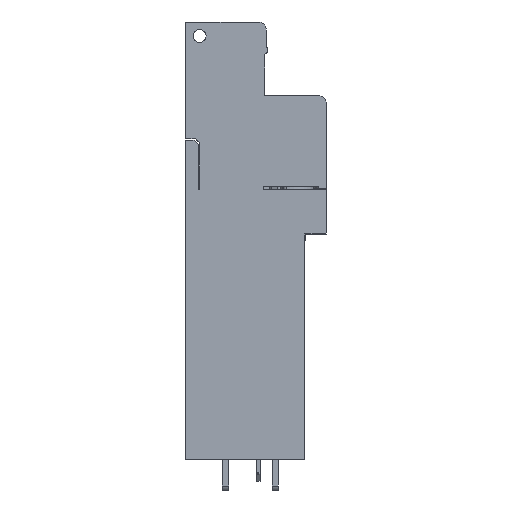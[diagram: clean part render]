
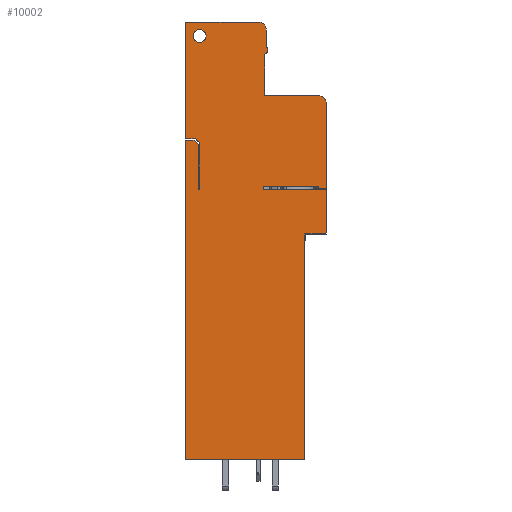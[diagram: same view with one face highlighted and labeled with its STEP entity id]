
A CAD part, left-side view. The second image highlights one B-rep face of the part: STEP entity #10002.
In plain terms, the highlighted planar face has unit normal (-1, 0, 0).
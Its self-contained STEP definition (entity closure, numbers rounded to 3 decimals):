
#9714=CARTESIAN_POINT('',(-68.05,5.731,13.75));
#9715=VERTEX_POINT('',#9714);
#9722=CARTESIAN_POINT('',(-68.05,-3.374,13.75));
#9723=VERTEX_POINT('',#9722);
#9724=CARTESIAN_POINT('',(-68.05,5.731,13.75));
#9725=DIRECTION('',(0.,-1.,0.));
#9726=VECTOR('',#9725,9.106);
#9727=LINE('',#9724,#9726);
#9728=EDGE_CURVE('',#9715,#9723,#9727,.T.);
#9764=CARTESIAN_POINT('',(-68.05,-0.686,-13.498));
#9765=DIRECTION('',(0.,-1.,0.));
#9766=DIRECTION('',(-1.,0.,0.));
#9767=AXIS2_PLACEMENT_3D('',#9764,#9766,#9765);
#9768=PLANE('',#9767);
#9769=CARTESIAN_POINT('',(-68.05,4.031,-1.35));
#9770=VERTEX_POINT('',#9769);
#9771=CARTESIAN_POINT('',(-68.05,4.031,-7.15));
#9772=VERTEX_POINT('',#9771);
#9773=CARTESIAN_POINT('',(-68.05,4.031,-1.35));
#9774=DIRECTION('',(0.,0.,-1.));
#9775=VECTOR('',#9774,5.8);
#9776=LINE('',#9773,#9775);
#9777=EDGE_CURVE('',#9770,#9772,#9776,.T.);
#9778=ORIENTED_EDGE('',*,*,#9777,.T.);
#9779=CARTESIAN_POINT('',(-68.05,4.181,-7.15));
#9780=VERTEX_POINT('',#9779);
#9781=CARTESIAN_POINT('',(-68.05,4.181,-7.15));
#9782=DIRECTION('',(0.,-1.,0.));
#9783=VECTOR('',#9782,0.15);
#9784=LINE('',#9781,#9783);
#9785=EDGE_CURVE('',#9780,#9772,#9784,.T.);
#9786=ORIENTED_EDGE('',*,*,#9785,.F.);
#9787=CARTESIAN_POINT('',(-68.05,4.181,-1.55));
#9788=VERTEX_POINT('',#9787);
#9789=CARTESIAN_POINT('',(-68.05,4.181,-1.55));
#9790=DIRECTION('',(0.,0.,-1.));
#9791=VECTOR('',#9790,5.6);
#9792=LINE('',#9789,#9791);
#9793=EDGE_CURVE('',#9788,#9780,#9792,.T.);
#9794=ORIENTED_EDGE('',*,*,#9793,.F.);
#9795=CARTESIAN_POINT('',(-68.05,4.681,-1.05));
#9796=VERTEX_POINT('',#9795);
#9797=CARTESIAN_POINT('',(-68.05,4.681,-1.05));
#9798=DIRECTION('',(0.,-0.707,-0.707));
#9799=VECTOR('',#9798,0.707);
#9800=LINE('',#9797,#9799);
#9801=EDGE_CURVE('',#9796,#9788,#9800,.T.);
#9802=ORIENTED_EDGE('',*,*,#9801,.F.);
#9803=CARTESIAN_POINT('',(-68.05,5.731,-1.05));
#9804=VERTEX_POINT('',#9803);
#9805=CARTESIAN_POINT('',(-68.05,5.731,-1.05));
#9806=DIRECTION('',(0.,-1.,0.));
#9807=VECTOR('',#9806,1.05);
#9808=LINE('',#9805,#9807);
#9809=EDGE_CURVE('',#9804,#9796,#9808,.T.);
#9810=ORIENTED_EDGE('',*,*,#9809,.F.);
#9811=CARTESIAN_POINT('',(-68.05,5.731,-40.95));
#9812=VERTEX_POINT('',#9811);
#9813=CARTESIAN_POINT('',(-68.05,5.731,-1.05));
#9814=DIRECTION('',(0.,0.,-1.));
#9815=VECTOR('',#9814,39.9);
#9816=LINE('',#9813,#9815);
#9817=EDGE_CURVE('',#9804,#9812,#9816,.T.);
#9818=ORIENTED_EDGE('',*,*,#9817,.T.);
#9819=CARTESIAN_POINT('',(-68.05,-9.169,-40.95));
#9820=VERTEX_POINT('',#9819);
#9821=CARTESIAN_POINT('',(-68.05,5.731,-40.95));
#9822=DIRECTION('',(0.,-1.,0.));
#9823=VECTOR('',#9822,14.9);
#9824=LINE('',#9821,#9823);
#9825=EDGE_CURVE('',#9812,#9820,#9824,.T.);
#9826=ORIENTED_EDGE('',*,*,#9825,.T.);
#9827=CARTESIAN_POINT('',(-68.05,-9.169,-12.75));
#9828=VERTEX_POINT('',#9827);
#9829=CARTESIAN_POINT('',(-68.05,-9.169,-40.95));
#9830=DIRECTION('',(0.,0.,1.));
#9831=VECTOR('',#9830,28.2);
#9832=LINE('',#9829,#9831);
#9833=EDGE_CURVE('',#9820,#9828,#9832,.T.);
#9834=ORIENTED_EDGE('',*,*,#9833,.T.);
#9835=CARTESIAN_POINT('',(-68.05,-11.869,-12.75));
#9836=VERTEX_POINT('',#9835);
#9837=CARTESIAN_POINT('',(-68.05,-11.869,-12.75));
#9838=DIRECTION('',(0.,1.,0.));
#9839=VECTOR('',#9838,2.7);
#9840=LINE('',#9837,#9839);
#9841=EDGE_CURVE('',#9836,#9828,#9840,.T.);
#9842=ORIENTED_EDGE('',*,*,#9841,.F.);
#9843=CARTESIAN_POINT('',(-68.05,-11.869,-7.15));
#9844=VERTEX_POINT('',#9843);
#9845=CARTESIAN_POINT('',(-68.05,-11.869,-7.15));
#9846=DIRECTION('',(0.,0.,-1.));
#9847=VECTOR('',#9846,5.6);
#9848=LINE('',#9845,#9847);
#9849=EDGE_CURVE('',#9844,#9836,#9848,.T.);
#9850=ORIENTED_EDGE('',*,*,#9849,.F.);
#9851=CARTESIAN_POINT('',(-68.05,-3.969,-7.15));
#9852=VERTEX_POINT('',#9851);
#9853=CARTESIAN_POINT('',(-68.05,-3.969,-7.15));
#9854=DIRECTION('',(0.,-1.,0.));
#9855=VECTOR('',#9854,7.9);
#9856=LINE('',#9853,#9855);
#9857=EDGE_CURVE('',#9852,#9844,#9856,.T.);
#9858=ORIENTED_EDGE('',*,*,#9857,.F.);
#9859=CARTESIAN_POINT('',(-68.05,-3.969,-6.75));
#9860=VERTEX_POINT('',#9859);
#9861=CARTESIAN_POINT('',(-68.05,-3.969,-7.15));
#9862=DIRECTION('',(0.,0.,1.));
#9863=VECTOR('',#9862,0.4);
#9864=LINE('',#9861,#9863);
#9865=EDGE_CURVE('',#9852,#9860,#9864,.T.);
#9866=ORIENTED_EDGE('',*,*,#9865,.T.);
#9867=CARTESIAN_POINT('',(-68.05,-10.869,-6.75));
#9868=VERTEX_POINT('',#9867);
#9869=CARTESIAN_POINT('',(-68.05,-3.969,-6.75));
#9870=DIRECTION('',(0.,-1.,0.));
#9871=VECTOR('',#9870,6.9);
#9872=LINE('',#9869,#9871);
#9873=EDGE_CURVE('',#9860,#9868,#9872,.T.);
#9874=ORIENTED_EDGE('',*,*,#9873,.T.);
#9875=CARTESIAN_POINT('',(-68.05,-10.869,-7.05));
#9876=VERTEX_POINT('',#9875);
#9877=CARTESIAN_POINT('',(-68.05,-10.869,-6.75));
#9878=DIRECTION('',(0.,0.,-1.));
#9879=VECTOR('',#9878,0.3);
#9880=LINE('',#9877,#9879);
#9881=EDGE_CURVE('',#9868,#9876,#9880,.T.);
#9882=ORIENTED_EDGE('',*,*,#9881,.T.);
#9883=CARTESIAN_POINT('',(-68.05,-11.869,-7.05));
#9884=VERTEX_POINT('',#9883);
#9885=CARTESIAN_POINT('',(-68.05,-10.869,-7.05));
#9886=DIRECTION('',(0.,-1.,0.));
#9887=VECTOR('',#9886,1.);
#9888=LINE('',#9885,#9887);
#9889=EDGE_CURVE('',#9876,#9884,#9888,.T.);
#9890=ORIENTED_EDGE('',*,*,#9889,.T.);
#9891=CARTESIAN_POINT('',(-68.05,-11.869,3.55));
#9892=VERTEX_POINT('',#9891);
#9893=CARTESIAN_POINT('',(-68.05,-11.869,-7.05));
#9894=DIRECTION('',(0.,0.,1.));
#9895=VECTOR('',#9894,10.6);
#9896=LINE('',#9893,#9895);
#9897=EDGE_CURVE('',#9884,#9892,#9896,.T.);
#9898=ORIENTED_EDGE('',*,*,#9897,.T.);
#9899=CARTESIAN_POINT('',(-68.05,-10.869,4.55));
#9900=VERTEX_POINT('',#9899);
#9901=CARTESIAN_POINT('',(-68.05,-10.869,3.55));
#9902=DIRECTION('',(0.,-1.,0.));
#9903=DIRECTION('',(-1.,0.,0.));
#9904=AXIS2_PLACEMENT_3D('',#9901,#9903,#9902);
#9905=CIRCLE('',#9904,1.);
#9906=EDGE_CURVE('',#9892,#9900,#9905,.T.);
#9907=ORIENTED_EDGE('',*,*,#9906,.T.);
#9908=CARTESIAN_POINT('',(-68.05,-4.173,4.55));
#9909=VERTEX_POINT('',#9908);
#9910=CARTESIAN_POINT('',(-68.05,-10.869,4.55));
#9911=DIRECTION('',(0.,1.,0.));
#9912=VECTOR('',#9911,6.694);
#9913=LINE('',#9910,#9912);
#9914=EDGE_CURVE('',#9900,#9909,#9913,.T.);
#9915=ORIENTED_EDGE('',*,*,#9914,.T.);
#9916=CARTESIAN_POINT('',(-68.05,-4.174,9.659));
#9917=VERTEX_POINT('',#9916);
#9918=CARTESIAN_POINT('',(-68.05,-4.172,4.55));
#9919=DIRECTION('',(0.,0.,1.));
#9920=VECTOR('',#9919,5.109);
#9921=LINE('',#9918,#9920);
#9922=EDGE_CURVE('',#9909,#9917,#9921,.T.);
#9923=ORIENTED_EDGE('',*,*,#9922,.T.);
#9924=CARTESIAN_POINT('',(-68.05,-4.261,9.795));
#9925=VERTEX_POINT('',#9924);
#9926=CARTESIAN_POINT('',(-68.05,-4.324,9.659));
#9927=DIRECTION('',(0.,1.,0.));
#9928=DIRECTION('',(1.,0.,0.));
#9929=AXIS2_PLACEMENT_3D('',#9926,#9928,#9927);
#9930=CIRCLE('',#9929,0.15);
#9931=EDGE_CURVE('',#9917,#9925,#9930,.T.);
#9932=ORIENTED_EDGE('',*,*,#9931,.T.);
#9933=CARTESIAN_POINT('',(-68.05,-4.415,10.59));
#9934=VERTEX_POINT('',#9933);
#9935=CARTESIAN_POINT('',(-68.05,-4.049,10.248));
#9936=DIRECTION('',(0.,-0.423,-0.906));
#9937=DIRECTION('',(-1.,0.,0.));
#9938=AXIS2_PLACEMENT_3D('',#9935,#9937,#9936);
#9939=CIRCLE('',#9938,0.5);
#9940=EDGE_CURVE('',#9925,#9934,#9939,.T.);
#9941=ORIENTED_EDGE('',*,*,#9940,.T.);
#9942=CARTESIAN_POINT('',(-68.05,-4.374,10.692));
#9943=VERTEX_POINT('',#9942);
#9944=CARTESIAN_POINT('',(-68.05,-4.524,10.692));
#9945=DIRECTION('',(0.,0.731,-0.683));
#9946=DIRECTION('',(1.,0.,0.));
#9947=AXIS2_PLACEMENT_3D('',#9944,#9946,#9945);
#9948=CIRCLE('',#9947,0.15);
#9949=EDGE_CURVE('',#9934,#9943,#9948,.T.);
#9950=ORIENTED_EDGE('',*,*,#9949,.T.);
#9951=CARTESIAN_POINT('',(-68.05,-4.374,12.75));
#9952=VERTEX_POINT('',#9951);
#9953=CARTESIAN_POINT('',(-68.05,-4.374,10.692));
#9954=DIRECTION('',(0.,0.,1.));
#9955=VECTOR('',#9954,2.058);
#9956=LINE('',#9953,#9955);
#9957=EDGE_CURVE('',#9943,#9952,#9956,.T.);
#9958=ORIENTED_EDGE('',*,*,#9957,.T.);
#9959=CARTESIAN_POINT('',(-68.05,-3.374,12.75));
#9960=DIRECTION('',(0.,-1.,0.));
#9961=DIRECTION('',(-1.,0.,0.));
#9962=AXIS2_PLACEMENT_3D('',#9959,#9961,#9960);
#9963=CIRCLE('',#9962,1.);
#9964=EDGE_CURVE('',#9952,#9723,#9963,.T.);
#9965=ORIENTED_EDGE('',*,*,#9964,.T.);
#9966=ORIENTED_EDGE('',*,*,#9728,.F.);
#9967=CARTESIAN_POINT('',(-68.05,5.731,-0.85));
#9968=VERTEX_POINT('',#9967);
#9969=CARTESIAN_POINT('',(-68.05,5.731,13.75));
#9970=DIRECTION('',(0.,0.,-1.));
#9971=VECTOR('',#9970,14.6);
#9972=LINE('',#9969,#9971);
#9973=EDGE_CURVE('',#9715,#9968,#9972,.T.);
#9974=ORIENTED_EDGE('',*,*,#9973,.T.);
#9975=CARTESIAN_POINT('',(-68.05,4.531,-0.85));
#9976=VERTEX_POINT('',#9975);
#9977=CARTESIAN_POINT('',(-68.05,5.731,-0.85));
#9978=DIRECTION('',(0.,-1.,0.));
#9979=VECTOR('',#9978,1.2);
#9980=LINE('',#9977,#9979);
#9981=EDGE_CURVE('',#9968,#9976,#9980,.T.);
#9982=ORIENTED_EDGE('',*,*,#9981,.T.);
#9983=CARTESIAN_POINT('',(-68.05,4.531,-0.85));
#9984=DIRECTION('',(0.,-0.707,-0.707));
#9985=VECTOR('',#9984,0.707);
#9986=LINE('',#9983,#9985);
#9987=EDGE_CURVE('',#9976,#9770,#9986,.T.);
#9988=ORIENTED_EDGE('',*,*,#9987,.T.);
#9989=EDGE_LOOP('',(#9778,#9786,#9794,#9802,#9810,#9818,#9826,#9834,#9842,#9850,#9858,#9866,#9874,#9882,#9890,#9898,#9907,#9915,#9923,#9932,#9941,#9950,#9958,#9965,#9966,#9974,#9982,#9988));
#9990=FACE_OUTER_BOUND('',#9989,.T.);
#9991=CARTESIAN_POINT('',(-68.05,3.181,12.));
#9992=VERTEX_POINT('',#9991);
#9993=CARTESIAN_POINT('',(-68.05,3.981,12.));
#9994=DIRECTION('',(0.,-1.,-0.));
#9995=DIRECTION('',(1.,0.,0.));
#9996=AXIS2_PLACEMENT_3D('',#9993,#9995,#9994);
#9997=CIRCLE('',#9996,0.8);
#9998=EDGE_CURVE('',#9992,#9992,#9997,.T.);
#9999=ORIENTED_EDGE('',*,*,#9998,.T.);
#10000=EDGE_LOOP('',(#9999));
#10001=FACE_BOUND('',#10000,.T.);
#10002=ADVANCED_FACE('',(#9990,#10001),#9768,.T.);
